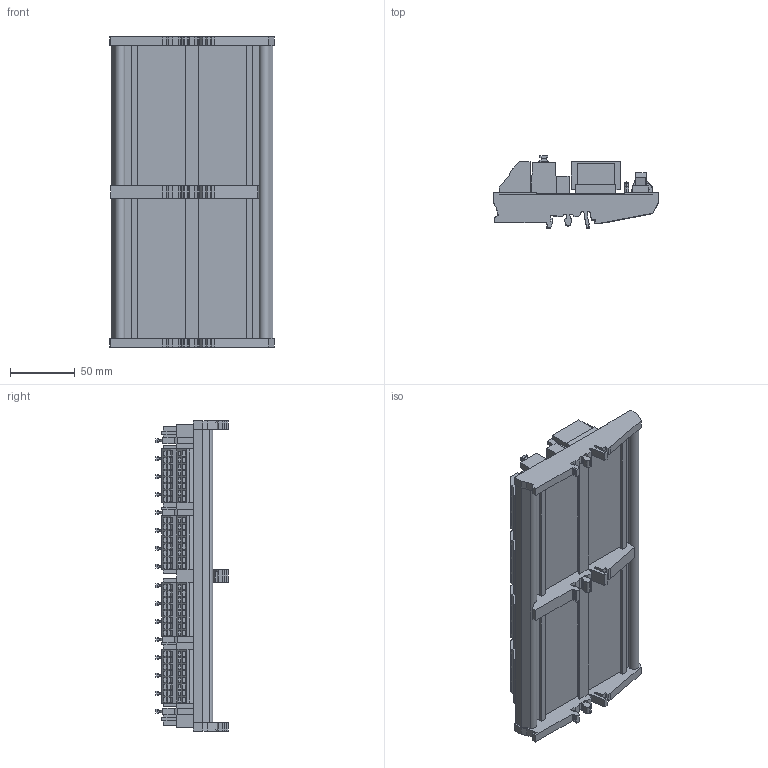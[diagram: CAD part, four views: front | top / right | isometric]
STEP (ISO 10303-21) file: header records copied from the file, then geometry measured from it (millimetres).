
FILE_DESCRIPTION(('SolidDesigner STEP Export'),'2;1');
FILE_NAME('2900190_UM_D37SUB_M_HC3_16DO_MR_SI_Z-select.stp','2014-02-26T13:40:40',(''),(''),'Creo Elements/Direct Modeling STEP processor for AP214 (Solid Model)','Creo Elements/Direct Modeling 18.1B 29-Sep-2012 (C) Parametric Technology GmbH','');
FILE_SCHEMA(('AUTOMOTIVE_DESIGN { 1 0 10303 214 1 1 1 1 }'));
Products named in the file (1): 2900190_UM_D37SUB_M_HC3_16DO_MR_SI_Z-select
Bounding box: 127.5 x 56 x 239.9 mm (x, y, z)
Volume: 594120.3 mm3; surface area: 180886.5 mm2
Topology: 1 solids, 1 shells, 2322 faces, 6099 edges, 4034 vertices
Faces by surface type: plane 2106, cylinder 120, extrusion 64, torus 32
Entity records: 88133 total; most frequent: CARTESIAN_POINT 13445, ORIENTED_EDGE 12198, DIRECTION 10306, EDGE_CURVE 6099, VECTOR 5572, LINE 5508, VERTEX_POINT 4034, EDGE_LOOP 2577
